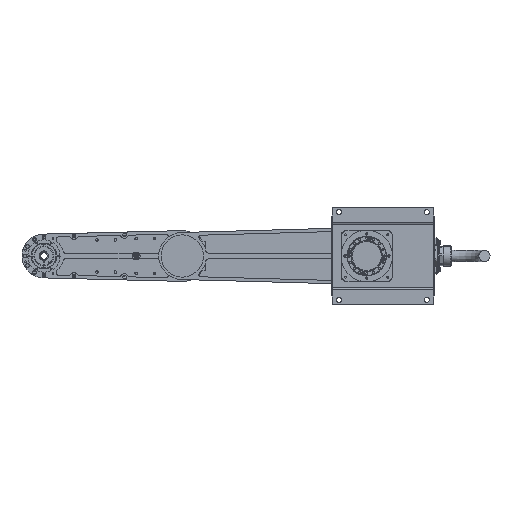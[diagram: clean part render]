
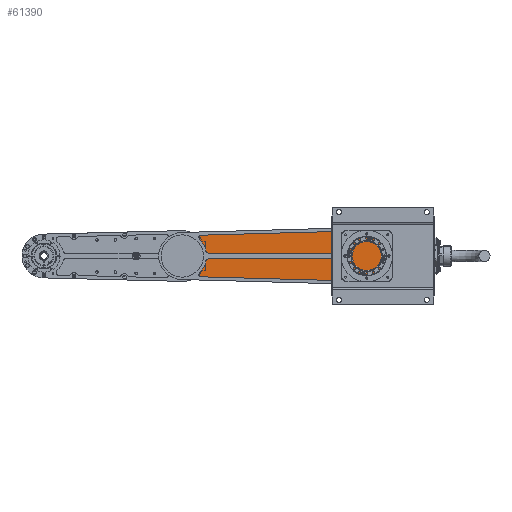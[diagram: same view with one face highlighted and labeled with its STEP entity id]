
A CAD part, front view. The second image highlights one B-rep face of the part: STEP entity #61390.
In plain terms, the highlighted planar face has unit normal (0, 1, 0).
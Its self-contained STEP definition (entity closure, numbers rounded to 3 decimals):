
#862 = LINE ( 'NONE', #3497, #42037 ) ;
#923 = DIRECTION ( 'NONE',  ( 0., 1., 0. ) ) ;
#2694 = VERTEX_POINT ( 'NONE', #45346 ) ;
#2766 = EDGE_CURVE ( 'NONE', #37910, #34556, #39753, .T. ) ;
#3494 = EDGE_CURVE ( 'NONE', #2694, #64032, #5191, .T. ) ;
#3497 = CARTESIAN_POINT ( 'NONE',  ( 61.977, 224.9, 73.295 ) ) ;
#4502 = VERTEX_POINT ( 'NONE', #64079 ) ;
#4721 = CARTESIAN_POINT ( 'NONE',  ( 0., 224.9, -325. ) ) ;
#4790 = ORIENTED_EDGE ( 'NONE', *, *, #60124, .T. ) ;
#5191 = LINE ( 'NONE', #35082, #18970 ) ;
#8589 = DIRECTION ( 'NONE',  ( -0.027, 0., 1. ) ) ;
#8705 = DIRECTION ( 'NONE',  ( -0.027, 0., -1. ) ) ;
#9913 = DIRECTION ( 'NONE',  ( -1., 0., 0. ) ) ;
#10193 = EDGE_CURVE ( 'NONE', #34556, #19575, #862, .T. ) ;
#10523 = CARTESIAN_POINT ( 'NONE',  ( -61.977, 224.9, 73.295 ) ) ;
#11041 = CARTESIAN_POINT ( 'NONE',  ( -50.981, 224.9, -326.403 ) ) ;
#12028 = CIRCLE ( 'NONE', #23362, 47. ) ;
#12948 = VECTOR ( 'NONE', #8589, 1000. ) ;
#13207 = EDGE_CURVE ( 'NONE', #4502, #14658, #12028, .T. ) ;
#14658 = VERTEX_POINT ( 'NONE', #57795 ) ;
#15088 = VERTEX_POINT ( 'NONE', #66390 ) ;
#16513 = ORIENTED_EDGE ( 'NONE', *, *, #51028, .T. ) ;
#17063 = EDGE_CURVE ( 'NONE', #14658, #2694, #41916, .T. ) ;
#17679 = DIRECTION ( 'NONE',  ( 0., 1., 0. ) ) ;
#17713 = VECTOR ( 'NONE', #24993, 1000. ) ;
#18038 = CARTESIAN_POINT ( 'NONE',  ( 0., 224.9, -325. ) ) ;
#18218 = ORIENTED_EDGE ( 'NONE', *, *, #2766, .T. ) ;
#18970 = VECTOR ( 'NONE', #66074, 1000. ) ;
#19521 = FACE_BOUND ( 'NONE', #43761, .T. ) ;
#19575 = VERTEX_POINT ( 'NONE', #54870 ) ;
#19849 = CARTESIAN_POINT ( 'NONE',  ( 0.25, 224.9, 75. ) ) ;
#20347 = CIRCLE ( 'NONE', #44574, 47. ) ;
#20906 = CARTESIAN_POINT ( 'NONE',  ( 0., 224.9, 75. ) ) ;
#21223 = EDGE_CURVE ( 'NONE', #64032, #63688, #32322, .T. ) ;
#22286 = CARTESIAN_POINT ( 'NONE',  ( -0.25, 224.9, 75. ) ) ;
#23226 = DIRECTION ( 'NONE',  ( -1., 0., 0. ) ) ;
#23362 = AXIS2_PLACEMENT_3D ( 'NONE', #18038, #54125, #23226 ) ;
#23408 = EDGE_CURVE ( 'NONE', #63688, #15088, #20347, .T. ) ;
#24857 = ORIENTED_EDGE ( 'NONE', *, *, #54611, .T. ) ;
#24993 = DIRECTION ( 'NONE',  ( 0., 0., 1. ) ) ;
#25473 = CARTESIAN_POINT ( 'NONE',  ( 0., 224.9, 75. ) ) ;
#26048 = DIRECTION ( 'NONE',  ( 0., 0., 1. ) ) ;
#27063 = DIRECTION ( 'NONE',  ( 0., -1., 0. ) ) ;
#28623 = VERTEX_POINT ( 'NONE', #11041 ) ;
#29337 = AXIS2_PLACEMENT_3D ( 'NONE', #20906, #56926, #26048 ) ;
#30629 = DIRECTION ( 'NONE',  ( 0., 0., 1. ) ) ;
#30947 = CIRCLE ( 'NONE', #41706, 51. ) ;
#31791 = CARTESIAN_POINT ( 'NONE',  ( 0., 224.9, -325. ) ) ;
#32322 = LINE ( 'NONE', #22286, #59799 ) ;
#32576 = ORIENTED_EDGE ( 'NONE', *, *, #23408, .T. ) ;
#34308 = CARTESIAN_POINT ( 'NONE',  ( -50.981, 224.9, -326.403 ) ) ;
#34556 = VERTEX_POINT ( 'NONE', #60402 ) ;
#35082 = CARTESIAN_POINT ( 'NONE',  ( 0., 224.9, -269.001 ) ) ;
#36911 = ORIENTED_EDGE ( 'NONE', *, *, #21223, .T. ) ;
#36971 = DIRECTION ( 'NONE',  ( 0., 0., 1. ) ) ;
#37910 = VERTEX_POINT ( 'NONE', #50595 ) ;
#38296 = AXIS2_PLACEMENT_3D ( 'NONE', #48558, #17679, #53747 ) ;
#39753 = CIRCLE ( 'NONE', #53309, 62. ) ;
#40855 = DIRECTION ( 'NONE',  ( 0., -1., 0. ) ) ;
#41706 = AXIS2_PLACEMENT_3D ( 'NONE', #31791, #923, #36971 ) ;
#41916 = LINE ( 'NONE', #19849, #17713 ) ;
#42037 = VECTOR ( 'NONE', #8705, 1000. ) ;
#42130 = CARTESIAN_POINT ( 'NONE',  ( -0.25, 224.9, -269.001 ) ) ;
#43128 = PLANE ( 'NONE',  #38296 ) ;
#43761 = EDGE_LOOP ( 'NONE', ( #32576, #24857, #53116, #51559, #49136, #36911 ) ) ;
#44574 = AXIS2_PLACEMENT_3D ( 'NONE', #57915, #27063, #63140 ) ;
#45346 = CARTESIAN_POINT ( 'NONE',  ( 0.25, 224.9, -269.001 ) ) ;
#46931 = FACE_OUTER_BOUND ( 'NONE', #64616, .T. ) ;
#47157 = ORIENTED_EDGE ( 'NONE', *, *, #10193, .T. ) ;
#47932 = ORIENTED_EDGE ( 'NONE', *, *, #57419, .T. ) ;
#48558 = CARTESIAN_POINT ( 'NONE',  ( 0., 224.9, 75. ) ) ;
#49136 = ORIENTED_EDGE ( 'NONE', *, *, #3494, .T. ) ;
#50595 = CARTESIAN_POINT ( 'NONE',  ( 0., 224.9, 137. ) ) ;
#51028 = EDGE_CURVE ( 'NONE', #28623, #60667, #54093, .T. ) ;
#51559 = ORIENTED_EDGE ( 'NONE', *, *, #17063, .T. ) ;
#53116 = ORIENTED_EDGE ( 'NONE', *, *, #13207, .T. ) ;
#53309 = AXIS2_PLACEMENT_3D ( 'NONE', #25473, #61606, #30629 ) ;
#53747 = DIRECTION ( 'NONE',  ( 0., 0., -1. ) ) ;
#54093 = LINE ( 'NONE', #34308, #12948 ) ;
#54125 = DIRECTION ( 'NONE',  ( 0., -1., 0. ) ) ;
#54382 = CARTESIAN_POINT ( 'NONE',  ( -0.25, 224.9, -278.001 ) ) ;
#54611 = EDGE_CURVE ( 'NONE', #15088, #4502, #58005, .T. ) ;
#54870 = CARTESIAN_POINT ( 'NONE',  ( 50.981, 224.9, -326.403 ) ) ;
#55010 = AXIS2_PLACEMENT_3D ( 'NONE', #4721, #40855, #9913 ) ;
#56288 = CIRCLE ( 'NONE', #29337, 62. ) ;
#56926 = DIRECTION ( 'NONE',  ( 0., 1., 0. ) ) ;
#57419 = EDGE_CURVE ( 'NONE', #60667, #37910, #56288, .T. ) ;
#57795 = CARTESIAN_POINT ( 'NONE',  ( 0.25, 224.9, -278.001 ) ) ;
#57915 = CARTESIAN_POINT ( 'NONE',  ( 0., 224.9, -325. ) ) ;
#58005 = CIRCLE ( 'NONE', #55010, 47. ) ;
#58315 = DIRECTION ( 'NONE',  ( 0., 0., -1. ) ) ;
#59799 = VECTOR ( 'NONE', #58315, 1000. ) ;
#60124 = EDGE_CURVE ( 'NONE', #19575, #28623, #30947, .T. ) ;
#60402 = CARTESIAN_POINT ( 'NONE',  ( 61.977, 224.9, 73.295 ) ) ;
#60667 = VERTEX_POINT ( 'NONE', #10523 ) ;
#61390 = ADVANCED_FACE ( 'NONE', ( #46931, #19521 ), #43128, .T. ) ;
#61606 = DIRECTION ( 'NONE',  ( 0., 1., 0. ) ) ;
#63140 = DIRECTION ( 'NONE',  ( -1., 0., 0. ) ) ;
#63688 = VERTEX_POINT ( 'NONE', #54382 ) ;
#64032 = VERTEX_POINT ( 'NONE', #42130 ) ;
#64079 = CARTESIAN_POINT ( 'NONE',  ( 47., 224.9, -325. ) ) ;
#64616 = EDGE_LOOP ( 'NONE', ( #47157, #4790, #16513, #47932, #18218 ) ) ;
#66074 = DIRECTION ( 'NONE',  ( -1., 0., 0. ) ) ;
#66390 = CARTESIAN_POINT ( 'NONE',  ( -47., 224.9, -325. ) ) ;
